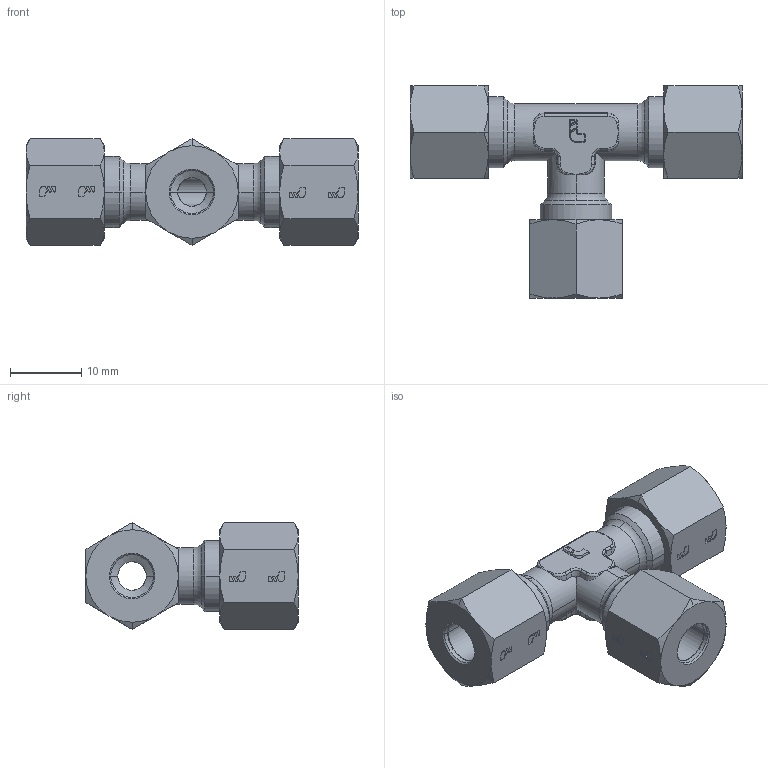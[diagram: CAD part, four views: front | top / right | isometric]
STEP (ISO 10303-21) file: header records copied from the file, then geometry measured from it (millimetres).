
FILE_DESCRIPTION(('STEP AP214'),'1');
FILE_NAME('1804_06_00.stp','2016-07-07T14:24:26',('TraceParts'),('TraceParts S.A.'),'Spatial InterOp 3D',' ',' ');
FILE_SCHEMA(('automotive_design'));
Length unit declared in the file: millimetre
Products named in the file (7): 1804-06-00_asm|1804-06-00U:1#1804-06-00U;1804-06-00U; 1804-06-00_asm|1824-06-00:1#1824-06-00;1824-06-00; 1804-06-00_asm|1824-06-00:2#1824-06-00;1824-06-00; 1804-06-00_asm|1824-06-00:3#1824-06-00;1824-06-00; 1804-06-00_asm|1810-06-00:1#1810-06-00;1810-06-00; 1804-06-00_asm|1810-06-00:2#1810-06-00;1810-06-00; 1804-06-00_asm|1810-06-00:3#1810-06-00;1810-06-00
Bounding box: 46.69 x 29.84 x 15.01 mm (x, y, z)
Volume: 5520.5 mm3; surface area: 6128.5 mm2
Topology: 7 solids, 7 shells, 1026 faces, 2770 edges, 1792 vertices
Faces by surface type: plane 668, cylinder 156, cone 138, torus 40, bspline 24
Entity records: 41006 total; most frequent: CARTESIAN_POINT 6825, ORIENTED_EDGE 5540, DIRECTION 5200, EDGE_CURVE 2770, LINE 2054, VECTOR 2054, VERTEX_POINT 1792, AXIS2_PLACEMENT_3D 1573
